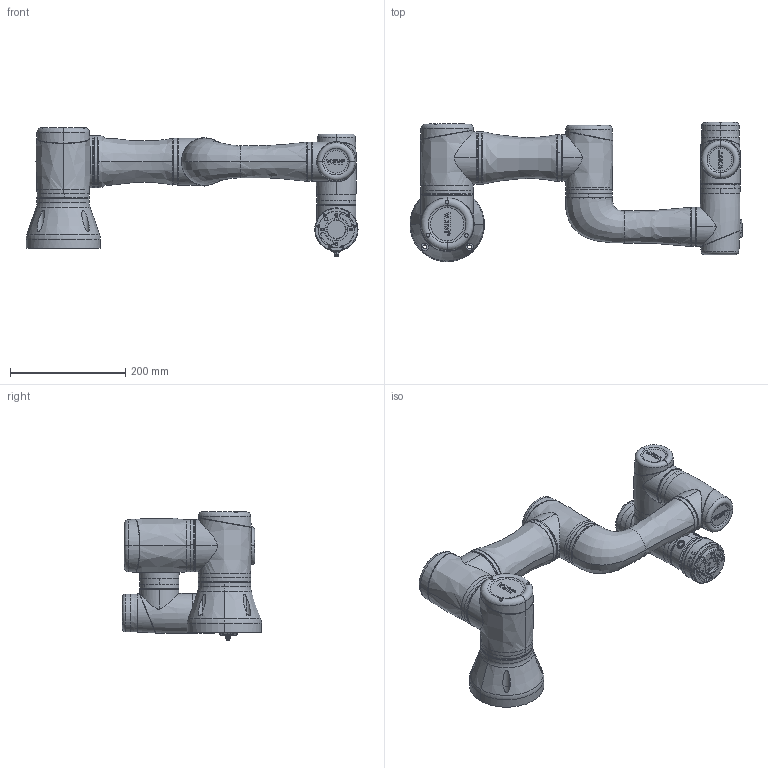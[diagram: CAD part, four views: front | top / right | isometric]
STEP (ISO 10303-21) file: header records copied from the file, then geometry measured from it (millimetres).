
FILE_DESCRIPTION (( 'STEP AP214' ), '1' );
FILE_NAME ('Zu 3 se.STEP', '2021-12-10T02:17:47', ( 'Jiaxin' ), ( '' ), 'SwSTEP 2.0', 'SolidWorks 2016', '' );
FILE_SCHEMA (( 'AUTOMOTIVE_DESIGN' ));
Length unit declared in the file: millimetre
Products named in the file (10): se_01_默认; Zu 3; Zu 3 06_默认; Zu 3 05_默认; Zu 3 04_默认; Zu 3 03_默认; Zu 3 02_默认; Zu 3 01_默认; Zu 3 00_默认; Zu 3 se
Assembly tree (9 placements, depth 3):
  Zu 3 se
    Zu 3
      Zu 3 00_默认
      Zu 3 01_默认
      Zu 3 02_默认
      Zu 3 03_默认
      Zu 3 04_默认
      Zu 3 05_默认
      Zu 3 06_默认
    se_01_默认
Bounding box: 576 x 241.51 x 223.1 mm (x, y, z)
Volume: 6120405.1 mm3; surface area: 539229.5 mm2
Topology: 34 solids, 36 shells, 1755 faces, 4369 edges, 2817 vertices
Faces by surface type: cylinder 682, plane 673, cone 241, bspline 103, torus 56
Entity records: 88506 total; most frequent: CARTESIAN_POINT 26450, DIRECTION 8926, ORIENTED_EDGE 8610, EDGE_CURVE 4305, AXIS2_PLACEMENT_3D 3395, VERTEX_POINT 2817, VECTOR 2136, LINE 2136
